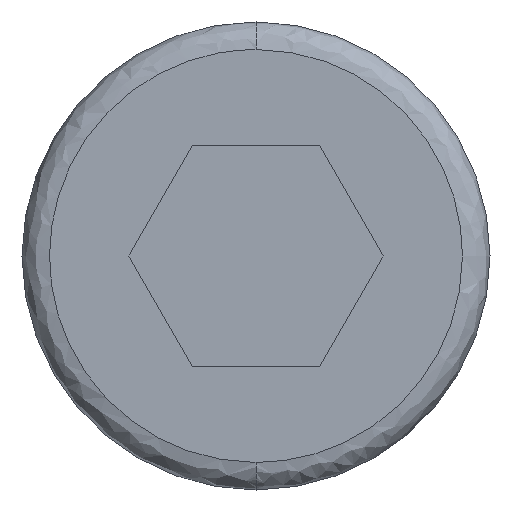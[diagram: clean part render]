
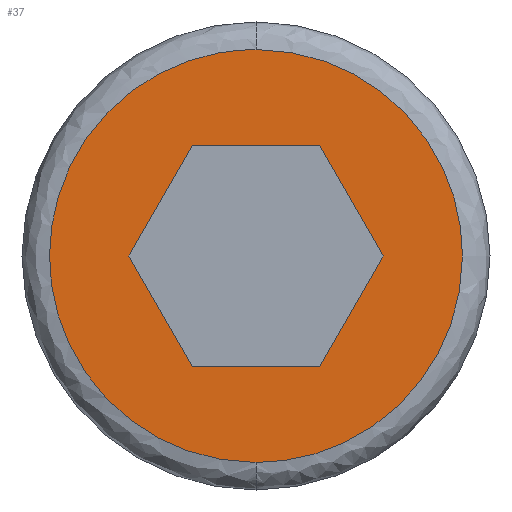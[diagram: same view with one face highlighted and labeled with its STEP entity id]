
A CAD part, front view. The second image highlights one B-rep face of the part: STEP entity #37.
In plain terms, the highlighted planar face has unit normal (0, -1, 0).
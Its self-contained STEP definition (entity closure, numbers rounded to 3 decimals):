
#4 = DIRECTION ( 'NONE',  ( 0., 0., -1. ) ) ;
#5 = CARTESIAN_POINT ( 'NONE',  ( -2.197, -5., -3.75 ) ) ;
#7 = CARTESIAN_POINT ( 'NONE',  ( 0., -5., 3.75 ) ) ;
#14 = EDGE_CURVE ( 'NONE', #489, #112, #141, .T. ) ;
#28 = VERTEX_POINT ( 'NONE', #471 ) ;
#37 = ADVANCED_FACE ( 'NONE', ( #545, #253 ), #416, .T. ) ;
#49 = ORIENTED_EDGE ( 'NONE', *, *, #264, .T. ) ;
#53 = EDGE_CURVE ( 'NONE', #448, #705, #127, .T. ) ;
#64 = CARTESIAN_POINT ( 'NONE',  ( 1.155, -5., -2. ) ) ;
#85 = LINE ( 'NONE', #711, #387 ) ;
#88 = EDGE_CURVE ( 'NONE', #634, #489, #329, .T. ) ;
#112 = VERTEX_POINT ( 'NONE', #598 ) ;
#114 = CARTESIAN_POINT ( 'NONE',  ( -1.155, -5., 2. ) ) ;
#115 = LINE ( 'NONE', #183, #693 ) ;
#118 = CARTESIAN_POINT ( 'NONE',  ( 2.309, -5., 0. ) ) ;
#127 = LINE ( 'NONE', #600, #617 ) ;
#140 = ORIENTED_EDGE ( 'NONE', *, *, #53, .T. ) ;
#141 =( BOUNDED_CURVE ( )  B_SPLINE_CURVE ( 3, ( #280, #762, #227, #351 ),
 .UNSPECIFIED., .F., .F. ) 
 B_SPLINE_CURVE_WITH_KNOTS ( ( 4, 4 ),
 ( 0., 0.333 ),
 .UNSPECIFIED. ) 
 CURVE ( )  GEOMETRIC_REPRESENTATION_ITEM ( )  RATIONAL_B_SPLINE_CURVE ( ( 1., 0.805, 0.805, 1. ) ) 
 REPRESENTATION_ITEM ( '' )  );
#174 = EDGE_CURVE ( 'NONE', #415, #382, #429, .T. ) ;
#183 = CARTESIAN_POINT ( 'NONE',  ( 0., -5., 2. ) ) ;
#185 = CARTESIAN_POINT ( 'NONE',  ( 0., -5., 3.75 ) ) ;
#189 = ORIENTED_EDGE ( 'NONE', *, *, #645, .F. ) ;
#192 = ORIENTED_EDGE ( 'NONE', *, *, #88, .F. ) ;
#213 = CARTESIAN_POINT ( 'NONE',  ( 2.309, -5., 0. ) ) ;
#227 = CARTESIAN_POINT ( 'NONE',  ( 2.197, -5., -3.75 ) ) ;
#239 = VERTEX_POINT ( 'NONE', #373 ) ;
#244 = CARTESIAN_POINT ( 'NONE',  ( -3.75, -5., -2.197 ) ) ;
#248 = CARTESIAN_POINT ( 'NONE',  ( -3.75, -5., 0. ) ) ;
#252 = DIRECTION ( 'NONE',  ( -1., 0., 0. ) ) ;
#253 = FACE_OUTER_BOUND ( 'NONE', #776, .T. ) ;
#264 = EDGE_CURVE ( 'NONE', #382, #239, #715, .T. ) ;
#268 = ORIENTED_EDGE ( 'NONE', *, *, #174, .T. ) ;
#280 = CARTESIAN_POINT ( 'NONE',  ( 3.75, -5., 0. ) ) ;
#328 = ORIENTED_EDGE ( 'NONE', *, *, #378, .T. ) ;
#329 =( BOUNDED_CURVE ( )  B_SPLINE_CURVE ( 3, ( #778, #662, #649, #530 ),
 .UNSPECIFIED., .F., .F. ) 
 B_SPLINE_CURVE_WITH_KNOTS ( ( 4, 4 ),
 ( 0., 1. ),
 .UNSPECIFIED. ) 
 CURVE ( )  GEOMETRIC_REPRESENTATION_ITEM ( )  RATIONAL_B_SPLINE_CURVE ( ( 1., 0.805, 0.805, 1. ) ) 
 REPRESENTATION_ITEM ( '' )  );
#331 = EDGE_CURVE ( 'NONE', #28, #415, #417, .T. ) ;
#351 = CARTESIAN_POINT ( 'NONE',  ( 0., -5., -3.75 ) ) ;
#359 = CARTESIAN_POINT ( 'NONE',  ( 0., -5., 0. ) ) ;
#373 = CARTESIAN_POINT ( 'NONE',  ( -1.155, -5., -2. ) ) ;
#375 = VECTOR ( 'NONE', #252, 1000. ) ;
#378 = EDGE_CURVE ( 'NONE', #705, #28, #115, .T. ) ;
#382 = VERTEX_POINT ( 'NONE', #64 ) ;
#387 = VECTOR ( 'NONE', #526, 1000. ) ;
#415 = VERTEX_POINT ( 'NONE', #213 ) ;
#416 = PLANE ( 'NONE',  #654 ) ;
#417 = LINE ( 'NONE', #597, #587 ) ;
#423 = CARTESIAN_POINT ( 'NONE',  ( -3.75, -5., 2.197 ) ) ;
#429 = LINE ( 'NONE', #118, #696 ) ;
#448 = VERTEX_POINT ( 'NONE', #550 ) ;
#471 = CARTESIAN_POINT ( 'NONE',  ( 1.155, -5., 2. ) ) ;
#474 = DIRECTION ( 'NONE',  ( -0.5, 0., -0.866 ) ) ;
#489 = VERTEX_POINT ( 'NONE', #525 ) ;
#525 = CARTESIAN_POINT ( 'NONE',  ( 3.75, -5., 0. ) ) ;
#526 = DIRECTION ( 'NONE',  ( -0.5, 0., 0.866 ) ) ;
#530 = CARTESIAN_POINT ( 'NONE',  ( 3.75, -5., 0. ) ) ;
#537 = DIRECTION ( 'NONE',  ( 0.5, 0., 0.866 ) ) ;
#545 = FACE_BOUND ( 'NONE', #691, .T. ) ;
#550 = CARTESIAN_POINT ( 'NONE',  ( -2.309, -5., 0. ) ) ;
#587 = VECTOR ( 'NONE', #661, 1000. ) ;
#597 = CARTESIAN_POINT ( 'NONE',  ( 1.155, -5., 2. ) ) ;
#598 = CARTESIAN_POINT ( 'NONE',  ( 0., -5., -3.75 ) ) ;
#599 = CARTESIAN_POINT ( 'NONE',  ( -2.197, -5., 3.75 ) ) ;
#600 = CARTESIAN_POINT ( 'NONE',  ( -2.309, -5., 0. ) ) ;
#605 = DIRECTION ( 'NONE',  ( 1., 0., 0. ) ) ;
#617 = VECTOR ( 'NONE', #537, 1000. ) ;
#618 = EDGE_CURVE ( 'NONE', #239, #448, #85, .T. ) ;
#634 = VERTEX_POINT ( 'NONE', #185 ) ;
#645 = EDGE_CURVE ( 'NONE', #112, #634, #647, .T. ) ;
#647 =( BOUNDED_CURVE ( )  B_SPLINE_CURVE ( 3, ( #722, #5, #244, #248, #423, #599, #7 ),
 .UNSPECIFIED., .F., .F. ) 
 B_SPLINE_CURVE_WITH_KNOTS ( ( 4, 3, 4 ),
 ( 0.333, 0.667, 1. ),
 .UNSPECIFIED. ) 
 CURVE ( )  GEOMETRIC_REPRESENTATION_ITEM ( )  RATIONAL_B_SPLINE_CURVE ( ( 1., 0.805, 0.805, 1., 0.805, 0.805, 1. ) ) 
 REPRESENTATION_ITEM ( '' )  );
#649 = CARTESIAN_POINT ( 'NONE',  ( 3.75, -5., 2.197 ) ) ;
#654 = AXIS2_PLACEMENT_3D ( 'NONE', #359, #724, #4 ) ;
#661 = DIRECTION ( 'NONE',  ( 0.5, 0., -0.866 ) ) ;
#662 = CARTESIAN_POINT ( 'NONE',  ( 2.197, -5., 3.75 ) ) ;
#686 = ORIENTED_EDGE ( 'NONE', *, *, #618, .T. ) ;
#691 = EDGE_LOOP ( 'NONE', ( #759, #268, #49, #686, #140, #328 ) ) ;
#693 = VECTOR ( 'NONE', #605, 1000. ) ;
#696 = VECTOR ( 'NONE', #474, 1000. ) ;
#705 = VERTEX_POINT ( 'NONE', #114 ) ;
#711 = CARTESIAN_POINT ( 'NONE',  ( -1.155, -5., -2. ) ) ;
#715 = LINE ( 'NONE', #717, #375 ) ;
#717 = CARTESIAN_POINT ( 'NONE',  ( 0., -5., -2. ) ) ;
#722 = CARTESIAN_POINT ( 'NONE',  ( 0., -5., -3.75 ) ) ;
#724 = DIRECTION ( 'NONE',  ( 0., -1., 0. ) ) ;
#759 = ORIENTED_EDGE ( 'NONE', *, *, #331, .T. ) ;
#762 = CARTESIAN_POINT ( 'NONE',  ( 3.75, -5., -2.197 ) ) ;
#774 = ORIENTED_EDGE ( 'NONE', *, *, #14, .F. ) ;
#776 = EDGE_LOOP ( 'NONE', ( #192, #189, #774 ) ) ;
#778 = CARTESIAN_POINT ( 'NONE',  ( 0., -5., 3.75 ) ) ;
